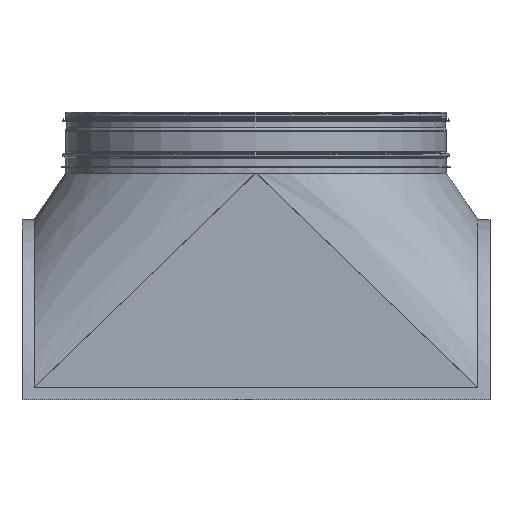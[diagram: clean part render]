
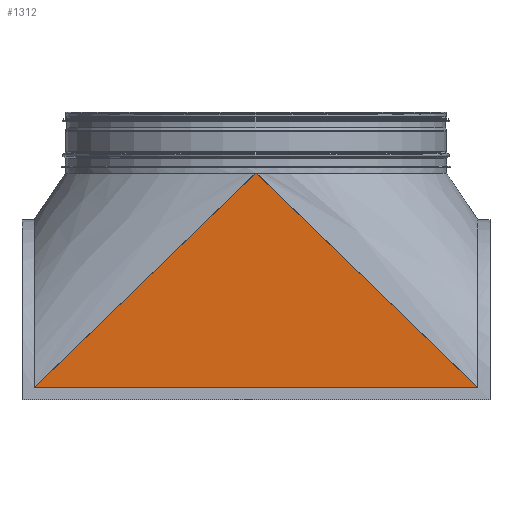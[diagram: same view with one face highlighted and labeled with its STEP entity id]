
A CAD part, front view. The second image highlights one B-rep face of the part: STEP entity #1312.
In plain terms, the highlighted planar face has unit normal (0, -1, -0.005).
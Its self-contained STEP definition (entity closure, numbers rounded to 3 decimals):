
#694=CARTESIAN_POINT('',(-365.5,-312.5,38.396));
#695=VERTEX_POINT('',#694);
#800=CARTESIAN_POINT('',(365.5,-312.5,38.396));
#801=VERTEX_POINT('',#800);
#1036=CARTESIAN_POINT('',(-366.0,-312.5,38.396));
#1037=VERTEX_POINT('',#1036);
#1085=CARTESIAN_POINT('',(366.0,-312.5,38.396));
#1086=VERTEX_POINT('',#1085);
#1094=CARTESIAN_POINT('',(365.5,-312.5,38.396));
#1095=DIRECTION('',(1.0,0.0,0.0));
#1096=VECTOR('',#1095,0.5);
#1097=LINE('',#1094,#1096);
#1098=EDGE_CURVE('',#801,#1086,#1097,.T.);
#1100=CARTESIAN_POINT('',(-365.5,-312.5,38.396));
#1101=DIRECTION('',(1.0,0.0,0.0));
#1102=VECTOR('',#1101,731.0);
#1103=LINE('',#1100,#1102);
#1104=EDGE_CURVE('',#695,#801,#1103,.T.);
#1106=CARTESIAN_POINT('',(-366.,-312.5,38.396));
#1107=DIRECTION('',(1.0,0.0,0.0));
#1108=VECTOR('',#1107,0.5);
#1109=LINE('',#1106,#1108);
#1110=EDGE_CURVE('',#1037,#695,#1109,.T.);
#1288=CARTESIAN_POINT('',(0.,-313.038,141.237));
#1289=DIRECTION('',(0.,1.,0.005));
#1290=DIRECTION('',(0.0,-0.005,1.));
#1291=AXIS2_PLACEMENT_3D('',#1288,#1289,#1290);
#1292=PLANE('',#1291);
#1293=ORIENTED_EDGE('',*,*,#1110,.T.);
#1294=ORIENTED_EDGE('',*,*,#1104,.T.);
#1295=ORIENTED_EDGE('',*,*,#1098,.T.);
#1296=CARTESIAN_POINT('',(0.0,-314.35,392.0));
#1297=VERTEX_POINT('',#1296);
#1298=CARTESIAN_POINT('',(0.0,-314.35,392.0));
#1299=DIRECTION('',(0.719,0.004,-0.695));
#1300=VECTOR('',#1299,508.916);
#1301=LINE('',#1298,#1300);
#1302=EDGE_CURVE('',#1297,#1086,#1301,.T.);
#1303=ORIENTED_EDGE('',*,*,#1302,.F.);
#1304=CARTESIAN_POINT('',(0.0,-314.35,392.0));
#1305=DIRECTION('',(-0.719,0.004,-0.695));
#1306=VECTOR('',#1305,508.916);
#1307=LINE('',#1304,#1306);
#1308=EDGE_CURVE('',#1297,#1037,#1307,.T.);
#1309=ORIENTED_EDGE('',*,*,#1308,.T.);
#1310=EDGE_LOOP('',(#1293,#1294,#1295,#1303,#1309));
#1311=FACE_OUTER_BOUND('',#1310,.T.);
#1312=ADVANCED_FACE('',(#1311),#1292,.F.);
